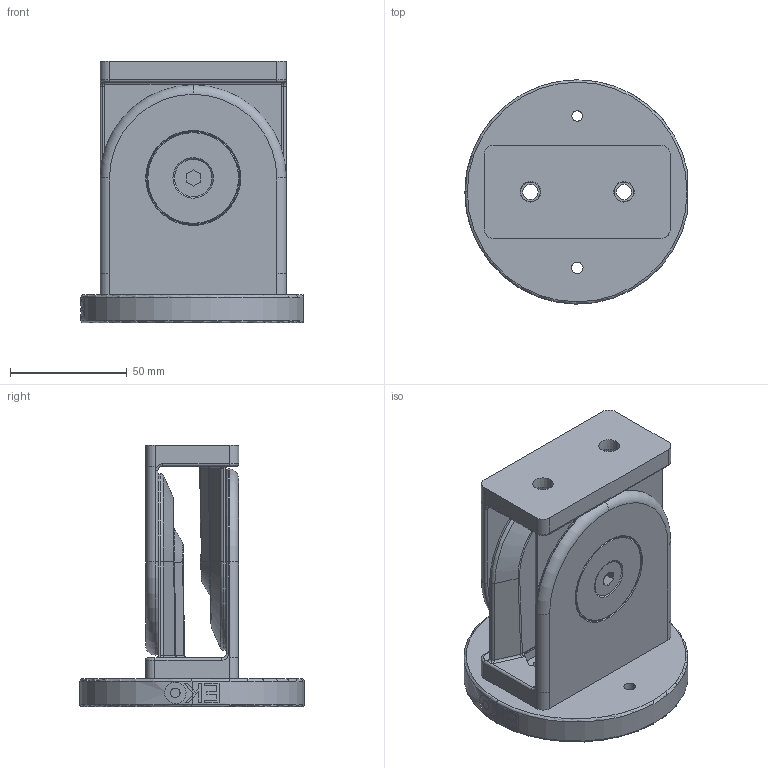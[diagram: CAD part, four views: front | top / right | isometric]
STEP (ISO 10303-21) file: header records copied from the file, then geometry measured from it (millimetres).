
FILE_DESCRIPTION (( 'STEP AP214' ), '1' );
FILE_NAME ('Tilt_Mount.STEP', '2023-02-06T15:36:24', ( '' ), ( '' ), 'SwSTEP 2.0', 'SolidWorks 2021', '' );
FILE_SCHEMA (( 'AUTOMOTIVE_DESIGN' ));
Length unit declared in the file: millimetre
Products named in the file (10): Stand_Pyanom2; 093gr01_093 g r01.STEP; Tilt_B; 093gr02_093 g r02.STEP; 4din7991m0816e_4din7991m0816e.STEP; 093g4080r01_093 g 4080 r02.STEP; Tilt_Mount; Tilt_A; 093g4080an.STEP
Assembly tree (13 placements, depth 4):
  Tilt_Mount
    Tilt_A
      093g4080an.STEP
        093g4080r01_093 g 4080 r02.STEP
    Tilt_B
      093g4080an.STEP
        093g4080r01_093 g 4080 r02.STEP
        093gr02_093 g r02.STEP  x2
        093gr01_093 g r01.STEP  x2
        4din7991m0816e_4din7991m0816e.STEP  x2
    Stand_Pyanom2
Bounding box: 95 x 95.99 x 112 mm (x, y, z)
Volume: 256486.1 mm3; surface area: 97150.8 mm2
Topology: 9 solids, 9 shells, 865 faces, 2047 edges, 1228 vertices
Faces by surface type: plane 234, torus 234, cylinder 217, cone 144, bspline 36
Entity records: 15347 total; most frequent: CARTESIAN_POINT 4160, DIRECTION 2496, ORIENTED_EDGE 2192, EDGE_CURVE 1096, AXIS2_PLACEMENT_3D 1047, VERTEX_POINT 665, CIRCLE 582, EDGE_LOOP 505
